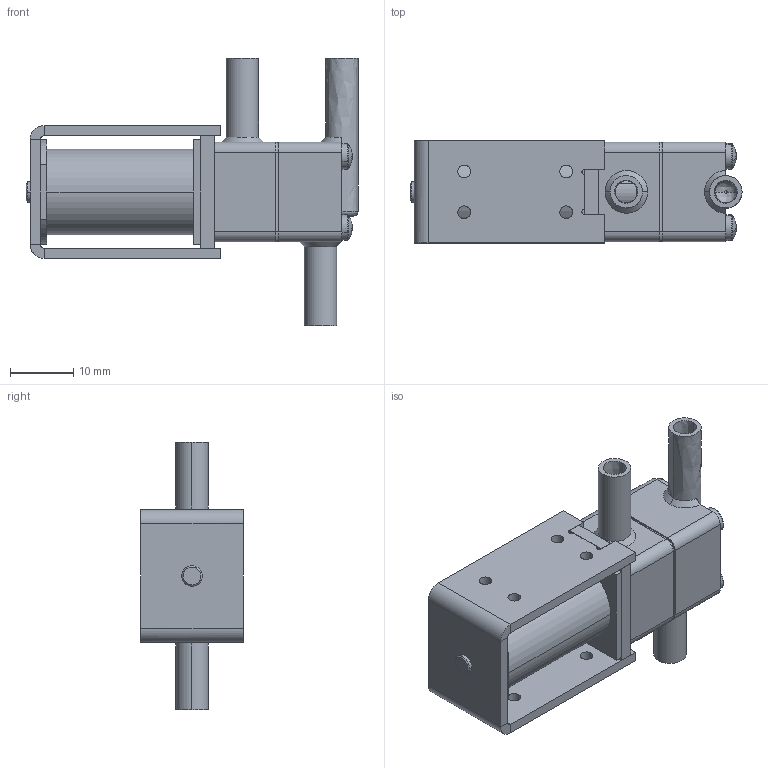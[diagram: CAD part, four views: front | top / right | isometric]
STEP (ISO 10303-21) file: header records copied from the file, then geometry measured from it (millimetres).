
FILE_DESCRIPTION(('FreeCAD Model'),'2;1');
FILE_NAME('Open CASCADE Shape Model','2025-04-29T11:58:30',('FreeCAD'),( 'FreeCAD'),'Open CASCADE STEP processor 7.6','FreeCAD','Unknown');
FILE_SCHEMA(('AUTOMOTIVE_DESIGN { 1 0 10303 214 1 1 1 1 }'));
Products named in the file (1): Open CASCADE STEP translator 7.6 1
Bounding box: 52.36 x 16.09 x 42.16 mm (x, y, z)
Volume: 9128.1 mm3; surface area: 14006.2 mm2
Topology: 14 solids, 14 shells, 1891 faces, 4895 edges, 3018 vertices
Faces by surface type: bspline 1891
Entity records: 62145 total; most frequent: CARTESIAN_POINT 36536, ORIENTED_EDGE 9714, EDGE_CURVE 4857, VERTEX_POINT 3016, FACE_BOUND 1972, EDGE_LOOP 1972, B_SPLINE_CURVE_WITH_KNOTS 1935, ADVANCED_FACE 1891
